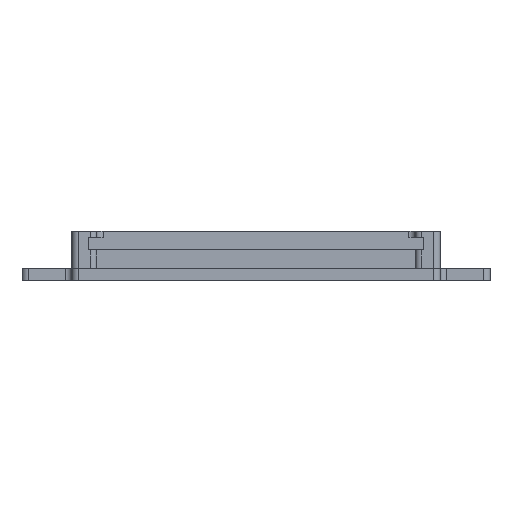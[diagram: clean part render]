
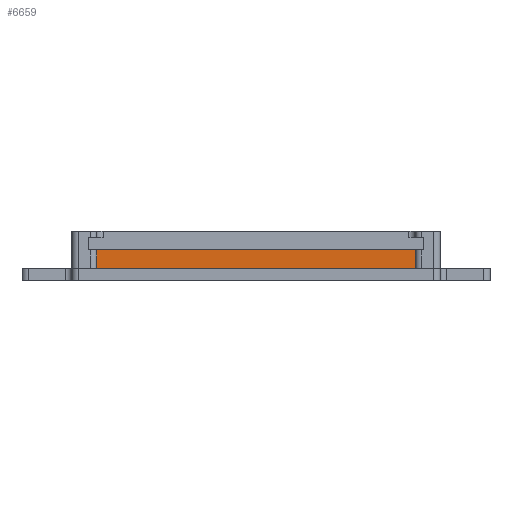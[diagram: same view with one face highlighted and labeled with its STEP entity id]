
A CAD part, left-side view. The second image highlights one B-rep face of the part: STEP entity #6659.
In plain terms, the highlighted planar face has unit normal (-1, 0, 0).
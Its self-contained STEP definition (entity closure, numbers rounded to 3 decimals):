
#1981 = PLANE('',#1982);
#1982 = AXIS2_PLACEMENT_3D('',#1983,#1984,#1985);
#1983 = CARTESIAN_POINT('',(39.441,0.,0.));
#1984 = DIRECTION('',(0.,0.,1.));
#1985 = DIRECTION('',(1.,0.,-0.));
#5648 = VERTEX_POINT('',#5649);
#5649 = CARTESIAN_POINT('',(97.,-25.5,0.));
#5663 = PLANE('',#5664);
#5664 = AXIS2_PLACEMENT_3D('',#5665,#5666,#5667);
#5665 = CARTESIAN_POINT('',(-5.,-25.5,0.));
#5666 = DIRECTION('',(0.,1.,0.));
#5667 = DIRECTION('',(1.,0.,0.));
#5675 = EDGE_CURVE('',#5648,#5676,#5678,.T.);
#5676 = VERTEX_POINT('',#5677);
#5677 = CARTESIAN_POINT('',(97.,25.5,0.));
#5678 = SURFACE_CURVE('',#5679,(#5683,#5690),.PCURVE_S1.);
#5679 = LINE('',#5680,#5681);
#5680 = CARTESIAN_POINT('',(97.,-25.5,0.));
#5681 = VECTOR('',#5682,1.);
#5682 = DIRECTION('',(0.,1.,0.));
#5683 = PCURVE('',#1981,#5684);
#5684 = DEFINITIONAL_REPRESENTATION('',(#5685),#5689);
#5685 = LINE('',#5686,#5687);
#5686 = CARTESIAN_POINT('',(57.559,-25.5));
#5687 = VECTOR('',#5688,1.);
#5688 = DIRECTION('',(0.,1.));
#5689 = ( GEOMETRIC_REPRESENTATION_CONTEXT(2) 
PARAMETRIC_REPRESENTATION_CONTEXT() REPRESENTATION_CONTEXT('2D SPACE',''
  ) );
#5690 = PCURVE('',#5691,#5696);
#5691 = PLANE('',#5692);
#5692 = AXIS2_PLACEMENT_3D('',#5693,#5694,#5695);
#5693 = CARTESIAN_POINT('',(97.,-25.5,0.));
#5694 = DIRECTION('',(-1.,0.,0.));
#5695 = DIRECTION('',(0.,1.,0.));
#5696 = DEFINITIONAL_REPRESENTATION('',(#5697),#5701);
#5697 = LINE('',#5698,#5699);
#5698 = CARTESIAN_POINT('',(0.,0.));
#5699 = VECTOR('',#5700,1.);
#5700 = DIRECTION('',(1.,0.));
#5701 = ( GEOMETRIC_REPRESENTATION_CONTEXT(2) 
PARAMETRIC_REPRESENTATION_CONTEXT() REPRESENTATION_CONTEXT('2D SPACE',''
  ) );
#5719 = PLANE('',#5720);
#5720 = AXIS2_PLACEMENT_3D('',#5721,#5722,#5723);
#5721 = CARTESIAN_POINT('',(97.,25.5,0.));
#5722 = DIRECTION('',(0.,-1.,0.));
#5723 = DIRECTION('',(-1.,0.,0.));
#6046 = PLANE('',#6047);
#6047 = AXIS2_PLACEMENT_3D('',#6048,#6049,#6050);
#6048 = CARTESIAN_POINT('',(47.5,0.,3.));
#6049 = DIRECTION('',(0.,0.,1.));
#6050 = DIRECTION('',(1.,0.,-0.));
#6617 = VERTEX_POINT('',#6618);
#6618 = CARTESIAN_POINT('',(97.,-25.5,3.));
#6639 = EDGE_CURVE('',#5648,#6617,#6640,.T.);
#6640 = SURFACE_CURVE('',#6641,(#6645,#6652),.PCURVE_S1.);
#6641 = LINE('',#6642,#6643);
#6642 = CARTESIAN_POINT('',(97.,-25.5,0.));
#6643 = VECTOR('',#6644,1.);
#6644 = DIRECTION('',(0.,0.,1.));
#6645 = PCURVE('',#5663,#6646);
#6646 = DEFINITIONAL_REPRESENTATION('',(#6647),#6651);
#6647 = LINE('',#6648,#6649);
#6648 = CARTESIAN_POINT('',(102.,0.));
#6649 = VECTOR('',#6650,1.);
#6650 = DIRECTION('',(0.,-1.));
#6651 = ( GEOMETRIC_REPRESENTATION_CONTEXT(2) 
PARAMETRIC_REPRESENTATION_CONTEXT() REPRESENTATION_CONTEXT('2D SPACE',''
  ) );
#6652 = PCURVE('',#5691,#6653);
#6653 = DEFINITIONAL_REPRESENTATION('',(#6654),#6658);
#6654 = LINE('',#6655,#6656);
#6655 = CARTESIAN_POINT('',(0.,0.));
#6656 = VECTOR('',#6657,1.);
#6657 = DIRECTION('',(0.,-1.));
#6658 = ( GEOMETRIC_REPRESENTATION_CONTEXT(2) 
PARAMETRIC_REPRESENTATION_CONTEXT() REPRESENTATION_CONTEXT('2D SPACE',''
  ) );
#6659 = ADVANCED_FACE('',(#6660),#5691,.T.);
#6660 = FACE_BOUND('',#6661,.T.);
#6661 = EDGE_LOOP('',(#6662,#6663,#6664,#6685));
#6662 = ORIENTED_EDGE('',*,*,#5675,.F.);
#6663 = ORIENTED_EDGE('',*,*,#6639,.T.);
#6664 = ORIENTED_EDGE('',*,*,#6665,.T.);
#6665 = EDGE_CURVE('',#6617,#6666,#6668,.T.);
#6666 = VERTEX_POINT('',#6667);
#6667 = CARTESIAN_POINT('',(97.,25.5,3.));
#6668 = SURFACE_CURVE('',#6669,(#6673,#6679),.PCURVE_S1.);
#6669 = LINE('',#6670,#6671);
#6670 = CARTESIAN_POINT('',(97.,-12.75,3.));
#6671 = VECTOR('',#6672,1.);
#6672 = DIRECTION('',(0.,1.,-0.));
#6673 = PCURVE('',#5691,#6674);
#6674 = DEFINITIONAL_REPRESENTATION('',(#6675),#6678);
#6675 = B_SPLINE_CURVE_WITH_KNOTS('',1,(#6676,#6677),.UNSPECIFIED.,.F.,
  .F.,(2,2),(-12.75,38.25),.PIECEWISE_BEZIER_KNOTS.);
#6676 = CARTESIAN_POINT('',(0.,-3.));
#6677 = CARTESIAN_POINT('',(51.,-3.));
#6678 = ( GEOMETRIC_REPRESENTATION_CONTEXT(2) 
PARAMETRIC_REPRESENTATION_CONTEXT() REPRESENTATION_CONTEXT('2D SPACE',''
  ) );
#6679 = PCURVE('',#6046,#6680);
#6680 = DEFINITIONAL_REPRESENTATION('',(#6681),#6684);
#6681 = B_SPLINE_CURVE_WITH_KNOTS('',1,(#6682,#6683),.UNSPECIFIED.,.F.,
  .F.,(2,2),(-12.75,38.25),.PIECEWISE_BEZIER_KNOTS.);
#6682 = CARTESIAN_POINT('',(49.5,-25.5));
#6683 = CARTESIAN_POINT('',(49.5,25.5));
#6684 = ( GEOMETRIC_REPRESENTATION_CONTEXT(2) 
PARAMETRIC_REPRESENTATION_CONTEXT() REPRESENTATION_CONTEXT('2D SPACE',''
  ) );
#6685 = ORIENTED_EDGE('',*,*,#6686,.F.);
#6686 = EDGE_CURVE('',#5676,#6666,#6687,.T.);
#6687 = SURFACE_CURVE('',#6688,(#6692,#6699),.PCURVE_S1.);
#6688 = LINE('',#6689,#6690);
#6689 = CARTESIAN_POINT('',(97.,25.5,0.));
#6690 = VECTOR('',#6691,1.);
#6691 = DIRECTION('',(0.,0.,1.));
#6692 = PCURVE('',#5691,#6693);
#6693 = DEFINITIONAL_REPRESENTATION('',(#6694),#6698);
#6694 = LINE('',#6695,#6696);
#6695 = CARTESIAN_POINT('',(51.,0.));
#6696 = VECTOR('',#6697,1.);
#6697 = DIRECTION('',(0.,-1.));
#6698 = ( GEOMETRIC_REPRESENTATION_CONTEXT(2) 
PARAMETRIC_REPRESENTATION_CONTEXT() REPRESENTATION_CONTEXT('2D SPACE',''
  ) );
#6699 = PCURVE('',#5719,#6700);
#6700 = DEFINITIONAL_REPRESENTATION('',(#6701),#6705);
#6701 = LINE('',#6702,#6703);
#6702 = CARTESIAN_POINT('',(0.,-0.));
#6703 = VECTOR('',#6704,1.);
#6704 = DIRECTION('',(0.,-1.));
#6705 = ( GEOMETRIC_REPRESENTATION_CONTEXT(2) 
PARAMETRIC_REPRESENTATION_CONTEXT() REPRESENTATION_CONTEXT('2D SPACE',''
  ) );
